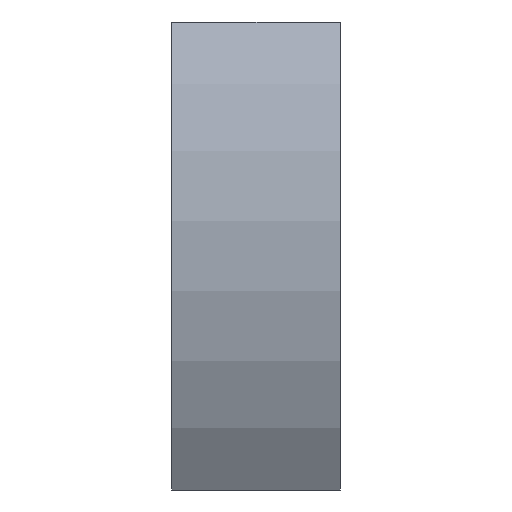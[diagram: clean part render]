
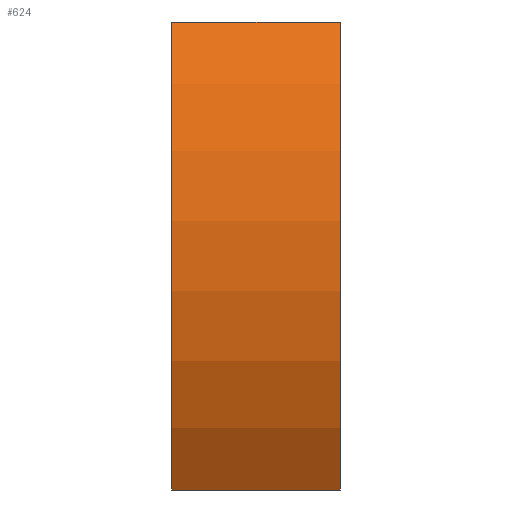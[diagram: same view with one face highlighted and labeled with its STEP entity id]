
A CAD part, left-side view. The second image highlights one B-rep face of the part: STEP entity #624.
In plain terms, the highlighted cylindrical face has radius 22.5 mm (diameter 45 mm), a partial arc.
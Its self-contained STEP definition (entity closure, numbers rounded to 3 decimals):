
#10 = CARTESIAN_POINT ( 'NONE',  ( -18.708, 4.5, 12.5 ) ) ;
#25 = VECTOR ( 'NONE', #454, 1000. ) ;
#28 = VERTEX_POINT ( 'NONE', #55 ) ;
#30 = AXIS2_PLACEMENT_3D ( 'NONE', #577, #528, #429 ) ;
#41 = VECTOR ( 'NONE', #620, 1000. ) ;
#55 = CARTESIAN_POINT ( 'NONE',  ( -18.708, -4.5, 12.5 ) ) ;
#60 = DIRECTION ( 'NONE',  ( 0., 1., 0. ) ) ;
#103 = EDGE_CURVE ( 'NONE', #208, #28, #510, .T. ) ;
#164 = EDGE_CURVE ( 'NONE', #167, #28, #318, .T. ) ;
#167 = VERTEX_POINT ( 'NONE', #601 ) ;
#172 = DIRECTION ( 'NONE',  ( 0., 0., 1. ) ) ;
#208 = VERTEX_POINT ( 'NONE', #537 ) ;
#264 = EDGE_LOOP ( 'NONE', ( #375, #641, #336, #379 ) ) ;
#316 = CIRCLE ( 'NONE', #453, 22.5 ) ;
#318 = LINE ( 'NONE', #10, #41 ) ;
#320 = EDGE_CURVE ( 'NONE', #334, #208, #480, .T. ) ;
#334 = VERTEX_POINT ( 'NONE', #574 ) ;
#336 = ORIENTED_EDGE ( 'NONE', *, *, #584, .F. ) ;
#368 = AXIS2_PLACEMENT_3D ( 'NONE', #415, #60, #172 ) ;
#375 = ORIENTED_EDGE ( 'NONE', *, *, #103, .T. ) ;
#378 = DIRECTION ( 'NONE',  ( 0., 0., 1. ) ) ;
#379 = ORIENTED_EDGE ( 'NONE', *, *, #320, .T. ) ;
#381 = CARTESIAN_POINT ( 'NONE',  ( 0., 4.5, 0. ) ) ;
#414 = FACE_OUTER_BOUND ( 'NONE', #264, .T. ) ;
#415 = CARTESIAN_POINT ( 'NONE',  ( 0., -4.5, 0. ) ) ;
#429 = DIRECTION ( 'NONE',  ( 0., 0., -1. ) ) ;
#453 = AXIS2_PLACEMENT_3D ( 'NONE', #381, #627, #378 ) ;
#454 = DIRECTION ( 'NONE',  ( 0., -1., 0. ) ) ;
#480 = LINE ( 'NONE', #515, #25 ) ;
#510 = CIRCLE ( 'NONE', #368, 22.5 ) ;
#515 = CARTESIAN_POINT ( 'NONE',  ( -18.708, 4.5, -12.5 ) ) ;
#516 = CYLINDRICAL_SURFACE ( 'NONE', #30, 22.5 ) ;
#528 = DIRECTION ( 'NONE',  ( 0., -1., 0. ) ) ;
#537 = CARTESIAN_POINT ( 'NONE',  ( -18.708, -4.5, -12.5 ) ) ;
#574 = CARTESIAN_POINT ( 'NONE',  ( -18.708, 4.5, -12.5 ) ) ;
#577 = CARTESIAN_POINT ( 'NONE',  ( 0., 4.5, 0. ) ) ;
#584 = EDGE_CURVE ( 'NONE', #334, #167, #316, .T. ) ;
#601 = CARTESIAN_POINT ( 'NONE',  ( -18.708, 4.5, 12.5 ) ) ;
#620 = DIRECTION ( 'NONE',  ( 0., -1., 0. ) ) ;
#624 = ADVANCED_FACE ( 'NONE', ( #414 ), #516, .T. ) ;
#627 = DIRECTION ( 'NONE',  ( 0., 1., 0. ) ) ;
#641 = ORIENTED_EDGE ( 'NONE', *, *, #164, .F. ) ;
